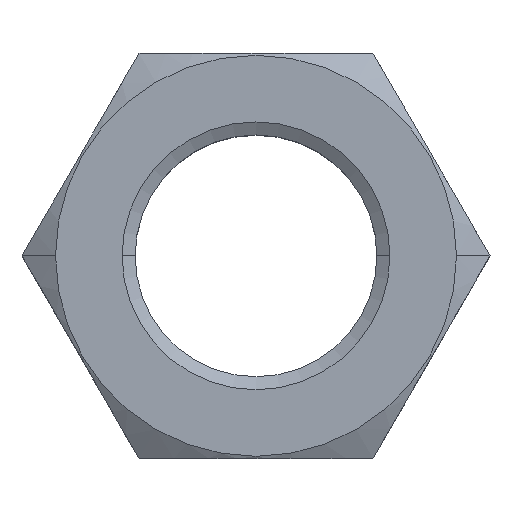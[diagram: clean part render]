
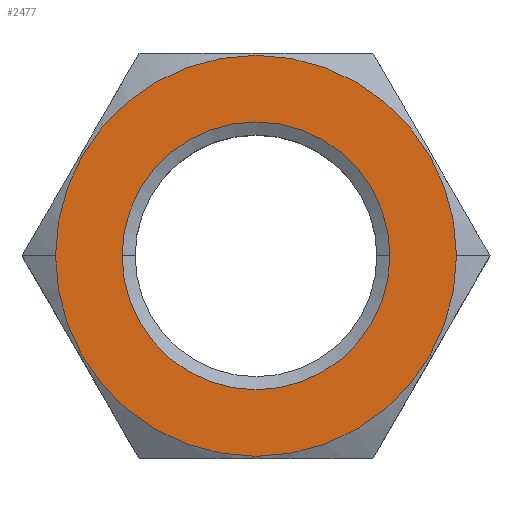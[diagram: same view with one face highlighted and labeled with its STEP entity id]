
A CAD part, top view. The second image highlights one B-rep face of the part: STEP entity #2477.
In plain terms, the highlighted planar face has unit normal (0, 0, 1).
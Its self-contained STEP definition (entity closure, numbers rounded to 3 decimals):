
#63 = AXIS2_PLACEMENT_3D ( 'NONE', #795, #805, #816 ) ;
#362 = EDGE_CURVE ( 'NONE', #2401, #1287, #2651, .T. ) ;
#368 = EDGE_CURVE ( 'NONE', #1287, #2401, #2642, .T. ) ;
#425 = FACE_OUTER_BOUND ( 'NONE', #1938, .T. ) ;
#432 = AXIS2_PLACEMENT_3D ( 'NONE', #1006, #1021, #1032 ) ;
#436 = FACE_BOUND ( 'NONE', #503, .T. ) ;
#503 = EDGE_LOOP ( 'NONE', ( #523, #518 ) ) ;
#514 = EDGE_CURVE ( 'NONE', #718, #2671, #2454, .T. ) ;
#518 = ORIENTED_EDGE ( 'NONE', *, *, #1525, .T. ) ;
#523 = ORIENTED_EDGE ( 'NONE', *, *, #514, .T. ) ;
#550 = ORIENTED_EDGE ( 'NONE', *, *, #368, .F. ) ;
#552 = ORIENTED_EDGE ( 'NONE', *, *, #362, .F. ) ;
#704 = CARTESIAN_POINT ( 'NONE',  ( 34.625, 0., 0. ) ) ;
#718 = VERTEX_POINT ( 'NONE', #2327 ) ;
#795 = CARTESIAN_POINT ( 'NONE',  ( 0., 0., 0. ) ) ;
#805 = DIRECTION ( 'NONE',  ( 0., 0., -1. ) ) ;
#816 = DIRECTION ( 'NONE',  ( -1., 0., 0. ) ) ;
#1006 = CARTESIAN_POINT ( 'NONE',  ( 0., 0., 0. ) ) ;
#1021 = DIRECTION ( 'NONE',  ( 0., 0., -1. ) ) ;
#1032 = DIRECTION ( 'NONE',  ( -1., 0., 0. ) ) ;
#1287 = VERTEX_POINT ( 'NONE', #704 ) ;
#1344 = CIRCLE ( 'NONE', #2994, 23.126 ) ;
#1372 = DIRECTION ( 'NONE',  ( 0., 0., 1. ) ) ;
#1525 = EDGE_CURVE ( 'NONE', #2671, #718, #1344, .T. ) ;
#1531 = CARTESIAN_POINT ( 'NONE',  ( -23.126, 0., 0. ) ) ;
#1611 = CARTESIAN_POINT ( 'NONE',  ( 20.207, -35., 0. ) ) ;
#1665 = DIRECTION ( 'NONE',  ( 1., 0., 0. ) ) ;
#1743 = PLANE ( 'NONE',  #2373 ) ;
#1764 = DIRECTION ( 'NONE',  ( 0., 0., -1. ) ) ;
#1774 = CARTESIAN_POINT ( 'NONE',  ( 0., 0., 0. ) ) ;
#1842 = CARTESIAN_POINT ( 'NONE',  ( -34.625, 0., 0. ) ) ;
#1911 = DIRECTION ( 'NONE',  ( 1., 0., 0. ) ) ;
#1938 = EDGE_LOOP ( 'NONE', ( #552, #550 ) ) ;
#2327 = CARTESIAN_POINT ( 'NONE',  ( 23.126, 0., 0. ) ) ;
#2373 = AXIS2_PLACEMENT_3D ( 'NONE', #1611, #1372, #1665 ) ;
#2401 = VERTEX_POINT ( 'NONE', #1842 ) ;
#2454 = CIRCLE ( 'NONE', #2523, 23.126 ) ;
#2477 = ADVANCED_FACE ( 'NONE', ( #436, #425 ), #1743, .T. ) ;
#2523 = AXIS2_PLACEMENT_3D ( 'NONE', #1774, #1764, #1911 ) ;
#2546 = CARTESIAN_POINT ( 'NONE',  ( 0., 0., 0. ) ) ;
#2571 = DIRECTION ( 'NONE',  ( 0., 0., -1. ) ) ;
#2587 = DIRECTION ( 'NONE',  ( 1., 0., 0. ) ) ;
#2642 = CIRCLE ( 'NONE', #432, 34.625 ) ;
#2651 = CIRCLE ( 'NONE', #63, 34.625 ) ;
#2671 = VERTEX_POINT ( 'NONE', #1531 ) ;
#2994 = AXIS2_PLACEMENT_3D ( 'NONE', #2546, #2571, #2587 ) ;
